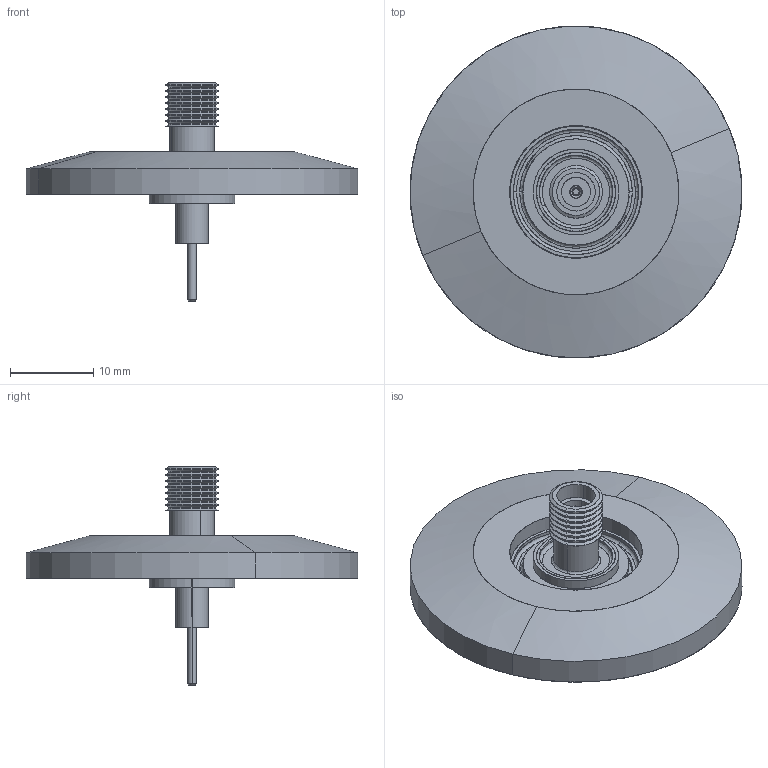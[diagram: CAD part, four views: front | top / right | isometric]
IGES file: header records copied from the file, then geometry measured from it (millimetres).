
Start section: SolidWorks IGES file using analytic representation for surfaces
Global section: file name: 18053-02-KF.IGS; native system: SolidWorks 2018; preprocessor: SolidWorks 2018; author: lee sanders; date: 180730.163820; units: inch
Bounding box: 39.88 x 39.88 x 26.19 mm (x, y, z)
Surface area: 5115.7 mm2 (no closed solid volume)
Topology: 0 solids, 0 shells, 194 faces, 2471 edges, 2471 vertices
Faces by surface type: revolution 137, bspline 57
